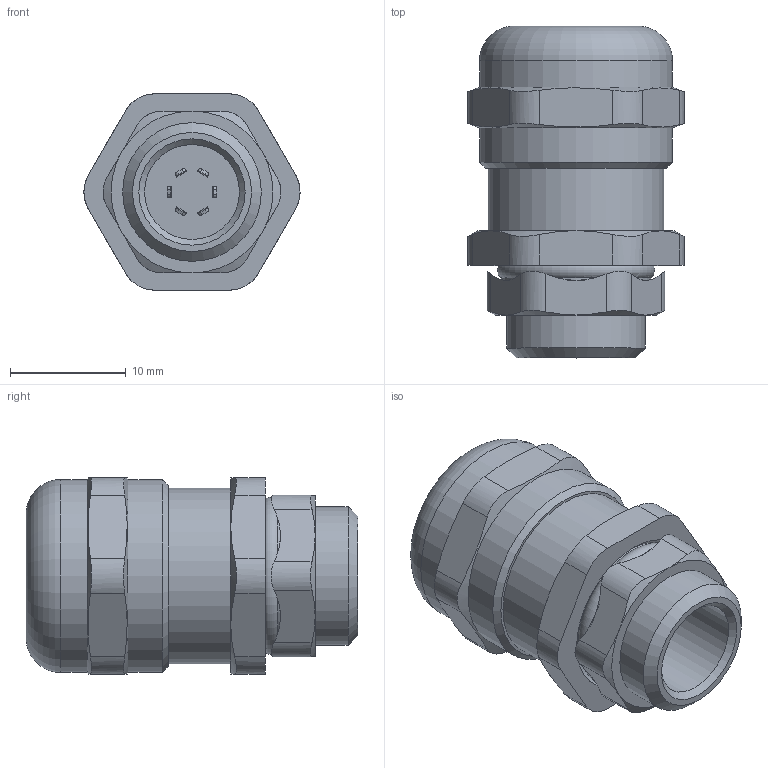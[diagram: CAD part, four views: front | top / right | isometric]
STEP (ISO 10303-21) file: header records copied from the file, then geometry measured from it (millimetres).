
FILE_DESCRIPTION(/* description */ (''),/* implementation_level */ '2;1');
FILE_NAME(/* name */ '',/* time_stamp */ '2025-04-18T08:40:42+07:00',/* author */ ('zeta-86'),/* organization */ (''),/* preprocessor_version */ 'ST-DEVELOPER v19.2',/* originating_system */ 'Autodesk Inventor 2024',/* authorisation */ '');
FILE_SCHEMA (('AUTOMOTIVE_DESIGN { 1 0 10303 214 3 1 1 }'));
Length unit declared in the file: millimetre
Products named in the file (1): Деталь3
Bounding box: 18.7 x 28.71 x 17 mm (x, y, z)
Volume: 5016.5 mm3; surface area: 2267.5 mm2
Topology: 1 solids, 1 shells, 140 faces, 351 edges, 226 vertices
Faces by surface type: plane 45, cylinder 44, bspline 24, cone 24, torus 3
Full cylindrical faces by diameter (mm): 8.2 x1, 8.5 x1, 12 x1, 13.002 x2, 15.2 x1, 16.7 x2
Entity records: 7670 total; most frequent: CARTESIAN_POINT 4436, ORIENTED_EDGE 702, DIRECTION 530, EDGE_CURVE 351, VERTEX_POINT 226, AXIS2_PLACEMENT_3D 204, EDGE_LOOP 153, FACE_OUTER_BOUND 140
